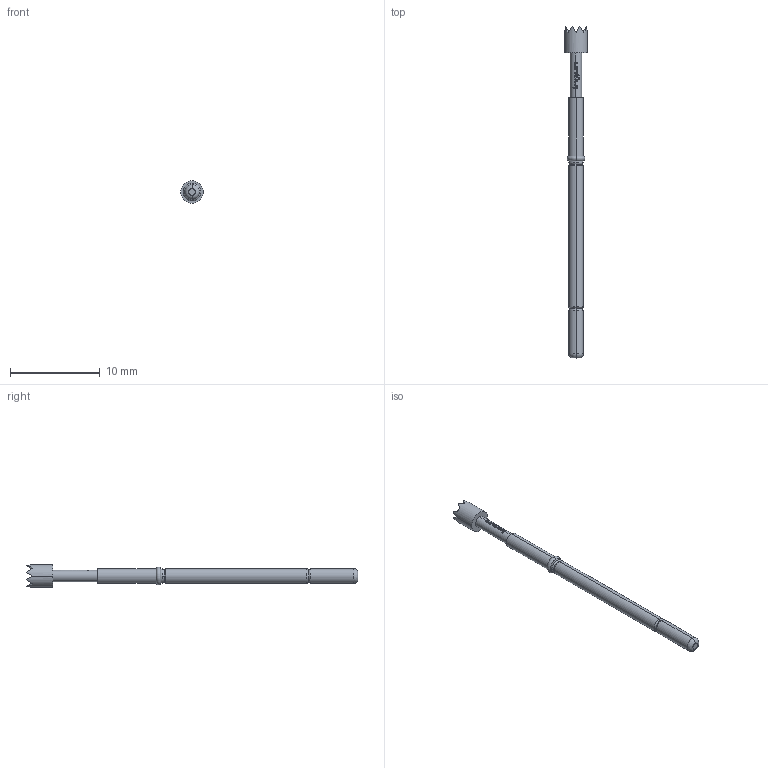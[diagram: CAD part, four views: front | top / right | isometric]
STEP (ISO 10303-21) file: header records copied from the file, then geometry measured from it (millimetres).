
FILE_DESCRIPTION (( 'STEP AP203' ), '1' );
FILE_NAME ('INGUN_GKS-912_306_250_A_xx07.STEP', '2021-10-20T13:20:06', ( 'ochi' ), ( '' ), 'SwSTEP 2.0', 'SolidWorks 2018', '' );
FILE_SCHEMA (( 'CONFIG_CONTROL_DESIGN' ));
Length unit declared in the file: millimetre
Products named in the file (1): INGUN_GKS-912_306_250_A_xx07
Bounding box: 2.5 x 37 x 2.5 mm (x, y, z)
Volume: 80.7 mm3; surface area: 208.3 mm2
Topology: 1 solids, 1 shells, 156 faces, 388 edges, 237 vertices
Faces by surface type: plane 91, cylinder 31, bspline 22, torus 12
Entity records: 5581 total; most frequent: CARTESIAN_POINT 2396, ORIENTED_EDGE 776, DIRECTION 448, EDGE_CURVE 388, VERTEX_POINT 237, B_SPLINE_CURVE_WITH_KNOTS 222, AXIS2_PLACEMENT_3D 179, EDGE_LOOP 159
